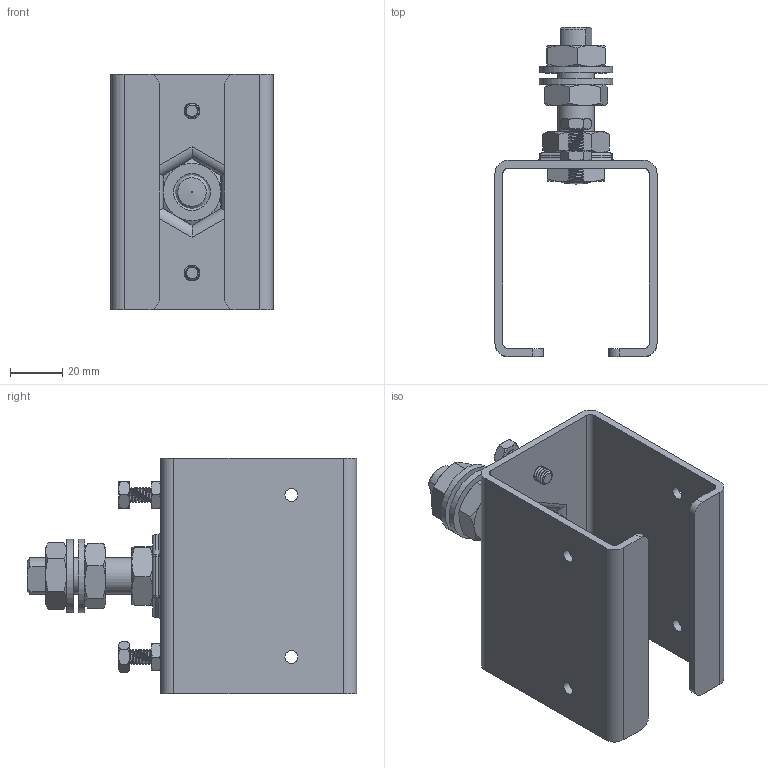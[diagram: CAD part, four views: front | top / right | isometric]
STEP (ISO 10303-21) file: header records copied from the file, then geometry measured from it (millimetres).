
FILE_DESCRIPTION((''),'2;1');
FILE_NAME('6256MC.stp','2010-06-14T10:02:29',('Didierr'),(''),'Autodesk Inventor 2010','Autodesk Inventor 2010','');
FILE_SCHEMA(('AUTOMOTIVE_DESIGN { 1 0 10303 214 1 1 1 1 }'));
Length unit declared in the file: millimetre
Products named in the file (7): 6256MC; 14546; vis TH M6x20; JIS B 1181 normal Classe 3  (Taraudage usuel - Métrique) Classe 3 normal M6; 14977; 15742; JIS B 1181 normal Classe 3  (Taraudage usuel - Métrique) Classe 3 normal M14
Assembly tree (12 placements, depth 2):
  6256MC
    14546
    vis TH M6x20  x2
    JIS B 1181 normal Classe 3  (Taraudage usuel - Métrique) Classe 3 normal M6  x2
    14977
    15742  x2
    JIS B 1181 normal Classe 3  (Taraudage usuel - Métrique) Classe 3 normal M14  x4
Bounding box: 62 x 126 x 90 mm (x, y, z)
Volume: 84941.6 mm3; surface area: 57366 mm2
Topology: 12 solids, 12 shells, 276 faces, 630 edges, 374 vertices
Faces by surface type: plane 106, cone 90, cylinder 48, bspline 26, sphere 6
Full cylindrical faces by diameter (mm): 14 x1, 14.2 x3, 28 x2
Entity records: 7584 total; most frequent: CARTESIAN_POINT 3964, DIRECTION 726, ORIENTED_EDGE 686, EDGE_CURVE 343, AXIS2_PLACEMENT_3D 295, VERTEX_POINT 218, EDGE_LOOP 203, FACE_OUTER_BOUND 160
